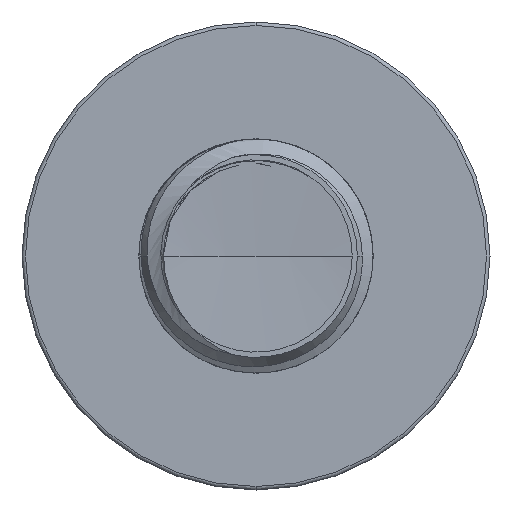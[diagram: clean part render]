
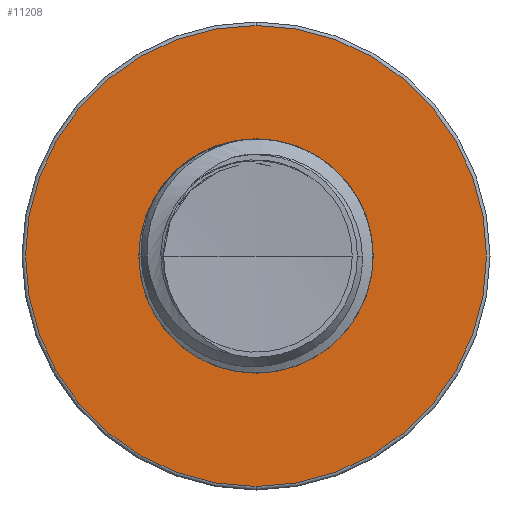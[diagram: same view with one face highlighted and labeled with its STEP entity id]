
A CAD part, front view. The second image highlights one B-rep face of the part: STEP entity #11208.
In plain terms, the highlighted planar face has unit normal (0, -1, 0).
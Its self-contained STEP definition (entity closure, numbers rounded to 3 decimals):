
#2122 = CIRCLE ( 'NONE', #14648, 3.447 ) ;
#2462 = DIRECTION ( 'NONE',  ( 0., 0., -1. ) ) ;
#2471 = DIRECTION ( 'NONE',  ( 0., -1., 0. ) ) ;
#2510 = CARTESIAN_POINT ( 'NONE',  ( 0., 15., 0. ) ) ;
#2596 = AXIS2_PLACEMENT_3D ( 'NONE', #7400, #38972, #39018 ) ;
#4310 = EDGE_LOOP ( 'NONE', ( #35594, #9455 ) ) ;
#4493 = ORIENTED_EDGE ( 'NONE', *, *, #10270, .T. ) ;
#7052 = DIRECTION ( 'NONE',  ( 0., -1., 0. ) ) ;
#7400 = CARTESIAN_POINT ( 'NONE',  ( 0., 15., 1.754 ) ) ;
#7729 = VERTEX_POINT ( 'NONE', #24073 ) ;
#9455 = ORIENTED_EDGE ( 'NONE', *, *, #22406, .F. ) ;
#10270 = EDGE_CURVE ( 'NONE', #38752, #37739, #2122, .T. ) ;
#10481 = ORIENTED_EDGE ( 'NONE', *, *, #30532, .T. ) ;
#11208 = ADVANCED_FACE ( 'NONE', ( #33307, #18835 ), #38977, .T. ) ;
#12327 = CARTESIAN_POINT ( 'NONE',  ( 0., 15., -1.754 ) ) ;
#13832 = DIRECTION ( 'NONE',  ( 0., -1., 0. ) ) ;
#14648 = AXIS2_PLACEMENT_3D ( 'NONE', #2510, #2471, #2462 ) ;
#14777 = AXIS2_PLACEMENT_3D ( 'NONE', #33748, #13832, #36760 ) ;
#14982 = AXIS2_PLACEMENT_3D ( 'NONE', #29955, #29815, #29720 ) ;
#16646 = EDGE_CURVE ( 'NONE', #34066, #7729, #19882, .T. ) ;
#18835 = FACE_BOUND ( 'NONE', #4310, .T. ) ;
#19882 = CIRCLE ( 'NONE', #14982, 1.754 ) ;
#22406 = EDGE_CURVE ( 'NONE', #7729, #34066, #22456, .T. ) ;
#22456 = CIRCLE ( 'NONE', #33882, 1.754 ) ;
#23451 = CIRCLE ( 'NONE', #14777, 3.447 ) ;
#24073 = CARTESIAN_POINT ( 'NONE',  ( 0., 15., 1.754 ) ) ;
#26778 = CARTESIAN_POINT ( 'NONE',  ( 0., 15., -3.447 ) ) ;
#27491 = CARTESIAN_POINT ( 'NONE',  ( 0., 15., 0. ) ) ;
#29003 = CARTESIAN_POINT ( 'NONE',  ( 0., 15., 3.447 ) ) ;
#29720 = DIRECTION ( 'NONE',  ( 0., 0., -1. ) ) ;
#29815 = DIRECTION ( 'NONE',  ( 0., -1., 0. ) ) ;
#29955 = CARTESIAN_POINT ( 'NONE',  ( 0., 15., 0. ) ) ;
#30532 = EDGE_CURVE ( 'NONE', #37739, #38752, #23451, .T. ) ;
#30732 = DIRECTION ( 'NONE',  ( 0., 0., -1. ) ) ;
#31234 = EDGE_LOOP ( 'NONE', ( #10481, #4493 ) ) ;
#33307 = FACE_OUTER_BOUND ( 'NONE', #31234, .T. ) ;
#33748 = CARTESIAN_POINT ( 'NONE',  ( 0., 15., 0. ) ) ;
#33882 = AXIS2_PLACEMENT_3D ( 'NONE', #27491, #7052, #30732 ) ;
#34066 = VERTEX_POINT ( 'NONE', #12327 ) ;
#35594 = ORIENTED_EDGE ( 'NONE', *, *, #16646, .F. ) ;
#36760 = DIRECTION ( 'NONE',  ( 0., 0., -1. ) ) ;
#37739 = VERTEX_POINT ( 'NONE', #26778 ) ;
#38752 = VERTEX_POINT ( 'NONE', #29003 ) ;
#38972 = DIRECTION ( 'NONE',  ( 0., -1., 0. ) ) ;
#38977 = PLANE ( 'NONE',  #2596 ) ;
#39018 = DIRECTION ( 'NONE',  ( 0., 0., -1. ) ) ;
